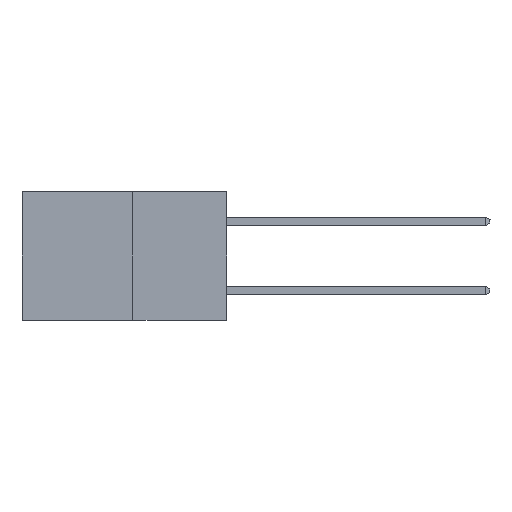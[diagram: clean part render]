
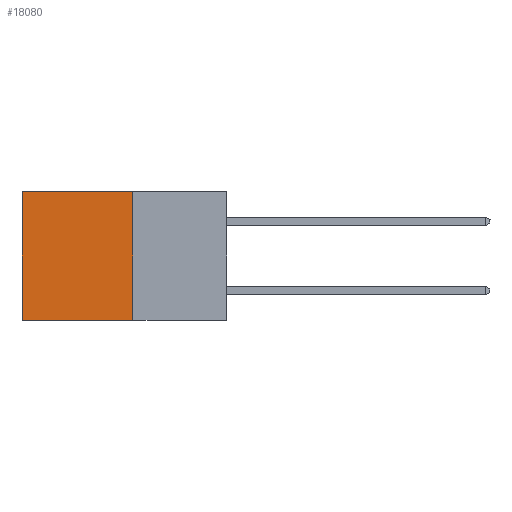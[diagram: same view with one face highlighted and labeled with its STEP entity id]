
A CAD part, left-side view. The second image highlights one B-rep face of the part: STEP entity #18080.
In plain terms, the highlighted planar face has unit normal (-1, 0, 0).
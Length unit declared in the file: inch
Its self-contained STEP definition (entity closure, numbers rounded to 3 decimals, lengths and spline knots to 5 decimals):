
#299 = CARTESIAN_POINT ( 'NONE',  ( 0.277, 0.59, -0.37 ) ) ;
#699 = EDGE_CURVE ( 'NONE', #17920, #3472, #4935, .T. ) ;
#1150 = LINE ( 'NONE', #14883, #16567 ) ;
#1470 = CARTESIAN_POINT ( 'NONE',  ( 0.277, 0.59, 0. ) ) ;
#1483 = ORIENTED_EDGE ( 'NONE', *, *, #7582, .T. ) ;
#1692 = AXIS2_PLACEMENT_3D ( 'NONE', #13578, #4766, #15064 ) ;
#1977 = EDGE_CURVE ( 'NONE', #18034, #17920, #2711, .T. ) ;
#2711 = LINE ( 'NONE', #15824, #18006 ) ;
#3089 = CARTESIAN_POINT ( 'NONE',  ( 0.277, 0.27, 0. ) ) ;
#3472 = VERTEX_POINT ( 'NONE', #299 ) ;
#4011 = VECTOR ( 'NONE', #5887, 39.37008 ) ;
#4766 = DIRECTION ( 'NONE',  ( 1., 0., 0. ) ) ;
#4935 = LINE ( 'NONE', #5194, #12325 ) ;
#5116 = DIRECTION ( 'NONE',  ( 0., 1., 0. ) ) ;
#5194 = CARTESIAN_POINT ( 'NONE',  ( 0.277, 0.27, -0.37 ) ) ;
#5887 = DIRECTION ( 'NONE',  ( 0., 1., 0. ) ) ;
#7582 = EDGE_CURVE ( 'NONE', #12690, #3472, #1150, .T. ) ;
#9026 = DIRECTION ( 'NONE',  ( 0., 0., -1. ) ) ;
#9724 = FACE_OUTER_BOUND ( 'NONE', #15219, .T. ) ;
#10127 = ORIENTED_EDGE ( 'NONE', *, *, #10507, .T. ) ;
#10346 = CARTESIAN_POINT ( 'NONE',  ( 0.277, 0.27, 0. ) ) ;
#10507 = EDGE_CURVE ( 'NONE', #18034, #12690, #19196, .T. ) ;
#12325 = VECTOR ( 'NONE', #5116, 39.37008 ) ;
#12690 = VERTEX_POINT ( 'NONE', #1470 ) ;
#13514 = PLANE ( 'NONE',  #1692 ) ;
#13578 = CARTESIAN_POINT ( 'NONE',  ( 0.277, 0.27, -0.37 ) ) ;
#14339 = ORIENTED_EDGE ( 'NONE', *, *, #699, .F. ) ;
#14444 = ORIENTED_EDGE ( 'NONE', *, *, #1977, .F. ) ;
#14685 = CARTESIAN_POINT ( 'NONE',  ( 0.277, 0.27, -0.37 ) ) ;
#14883 = CARTESIAN_POINT ( 'NONE',  ( 0.277, 0.59, -0.37 ) ) ;
#15064 = DIRECTION ( 'NONE',  ( 0., 0., -1. ) ) ;
#15219 = EDGE_LOOP ( 'NONE', ( #1483, #14339, #14444, #10127 ) ) ;
#15628 = DIRECTION ( 'NONE',  ( 0., 0., -1. ) ) ;
#15824 = CARTESIAN_POINT ( 'NONE',  ( 0.277, 0.27, -0.37 ) ) ;
#16567 = VECTOR ( 'NONE', #9026, 39.37008 ) ;
#17920 = VERTEX_POINT ( 'NONE', #14685 ) ;
#18006 = VECTOR ( 'NONE', #15628, 39.37008 ) ;
#18034 = VERTEX_POINT ( 'NONE', #3089 ) ;
#18080 = ADVANCED_FACE ( 'NONE', ( #9724 ), #13514, .F. ) ;
#19196 = LINE ( 'NONE', #10346, #4011 ) ;
